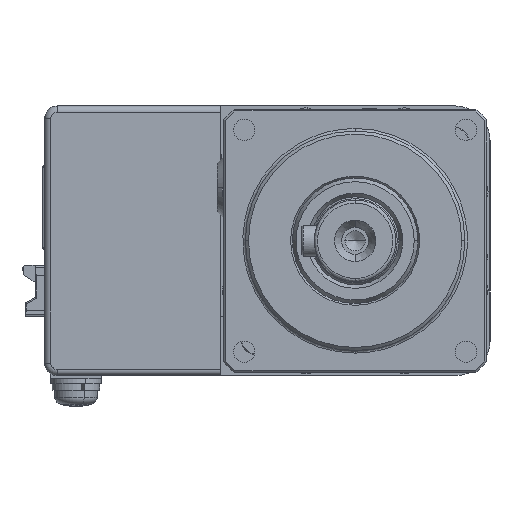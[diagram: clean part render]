
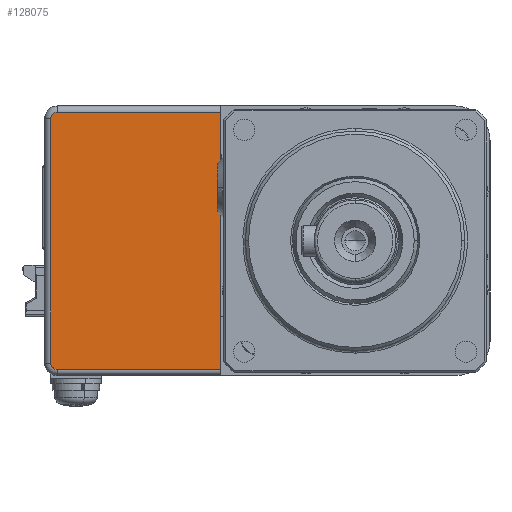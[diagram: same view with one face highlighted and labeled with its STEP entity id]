
A CAD part, left-side view. The second image highlights one B-rep face of the part: STEP entity #128075.
In plain terms, the highlighted planar face has unit normal (-1, 0, 0).
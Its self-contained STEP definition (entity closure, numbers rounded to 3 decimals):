
#35 = CARTESIAN_POINT ( 'NONE',  ( -46., 70., -41. ) ) ;
#3969 = CARTESIAN_POINT ( 'NONE',  ( -46., 43., -42. ) ) ;
#6299 = CIRCLE ( 'NONE', #32617, 1. ) ;
#8023 = CARTESIAN_POINT ( 'NONE',  ( -46., 43., -42. ) ) ;
#8814 = ORIENTED_EDGE ( 'NONE', *, *, #79188, .T. ) ;
#9106 = VECTOR ( 'NONE', #120365, 1000. ) ;
#10663 = VERTEX_POINT ( 'NONE', #35 ) ;
#25694 = VERTEX_POINT ( 'NONE', #48899 ) ;
#26712 = CARTESIAN_POINT ( 'NONE',  ( -46., 69., -2. ) ) ;
#30229 = ORIENTED_EDGE ( 'NONE', *, *, #91749, .T. ) ;
#30433 = DIRECTION ( 'NONE',  ( -1., 0., 0. ) ) ;
#32218 = DIRECTION ( 'NONE',  ( -1., 0., 0. ) ) ;
#32617 = AXIS2_PLACEMENT_3D ( 'NONE', #86810, #32218, #34090 ) ;
#34090 = DIRECTION ( 'NONE',  ( 0., 0., -1. ) ) ;
#35289 = EDGE_CURVE ( 'NONE', #112462, #47697, #37701, .T. ) ;
#36198 = VECTOR ( 'NONE', #62326, 1000. ) ;
#36382 = VECTOR ( 'NONE', #79256, 1000. ) ;
#37701 = LINE ( 'NONE', #78154, #9106 ) ;
#39276 = DIRECTION ( 'NONE',  ( 0., 1., 0. ) ) ;
#47697 = VERTEX_POINT ( 'NONE', #8023 ) ;
#48899 = CARTESIAN_POINT ( 'NONE',  ( -46., 69., -42. ) ) ;
#51463 = LINE ( 'NONE', #3969, #36382 ) ;
#52024 = DIRECTION ( 'NONE',  ( 0., 0., -1. ) ) ;
#52037 = CARTESIAN_POINT ( 'NONE',  ( -46., 70., -2. ) ) ;
#52583 = ORIENTED_EDGE ( 'NONE', *, *, #124109, .T. ) ;
#54774 = DIRECTION ( 'NONE',  ( 1., 0., 0. ) ) ;
#55010 = EDGE_CURVE ( 'NONE', #112462, #87556, #69968, .T. ) ;
#57766 = AXIS2_PLACEMENT_3D ( 'NONE', #26712, #30433, #52024 ) ;
#61572 = VECTOR ( 'NONE', #39276, 1000. ) ;
#62326 = DIRECTION ( 'NONE',  ( 0., 0., -1. ) ) ;
#69968 = LINE ( 'NONE', #92923, #61572 ) ;
#75595 = CARTESIAN_POINT ( 'NONE',  ( -46., 69., -1. ) ) ;
#75981 = PLANE ( 'NONE',  #134617 ) ;
#78154 = CARTESIAN_POINT ( 'NONE',  ( -46., 43., 0. ) ) ;
#79188 = EDGE_CURVE ( 'NONE', #10663, #25694, #6299, .T. ) ;
#79256 = DIRECTION ( 'NONE',  ( 0., -1., 0. ) ) ;
#86810 = CARTESIAN_POINT ( 'NONE',  ( -46., 69., -41. ) ) ;
#87556 = VERTEX_POINT ( 'NONE', #75595 ) ;
#89629 = CARTESIAN_POINT ( 'NONE',  ( -46., 0., 0. ) ) ;
#91749 = EDGE_CURVE ( 'NONE', #118455, #10663, #135405, .T. ) ;
#92923 = CARTESIAN_POINT ( 'NONE',  ( -46., 0., -1. ) ) ;
#97425 = EDGE_LOOP ( 'NONE', ( #8814, #52583, #134431, #117642, #133571, #30229 ) ) ;
#105937 = FACE_OUTER_BOUND ( 'NONE', #97425, .T. ) ;
#109744 = CIRCLE ( 'NONE', #57766, 1. ) ;
#112462 = VERTEX_POINT ( 'NONE', #112679 ) ;
#112679 = CARTESIAN_POINT ( 'NONE',  ( -46., 43., -1. ) ) ;
#114358 = EDGE_CURVE ( 'NONE', #87556, #118455, #109744, .T. ) ;
#117642 = ORIENTED_EDGE ( 'NONE', *, *, #55010, .T. ) ;
#118455 = VERTEX_POINT ( 'NONE', #52037 ) ;
#120365 = DIRECTION ( 'NONE',  ( 0., 0., -1. ) ) ;
#124109 = EDGE_CURVE ( 'NONE', #25694, #47697, #51463, .T. ) ;
#128075 = ADVANCED_FACE ( 'NONE', ( #105937 ), #75981, .F. ) ;
#129940 = DIRECTION ( 'NONE',  ( 0., 0., -1. ) ) ;
#133571 = ORIENTED_EDGE ( 'NONE', *, *, #114358, .T. ) ;
#134431 = ORIENTED_EDGE ( 'NONE', *, *, #35289, .F. ) ;
#134617 = AXIS2_PLACEMENT_3D ( 'NONE', #89629, #54774, #129940 ) ;
#135405 = LINE ( 'NONE', #135616, #36198 ) ;
#135616 = CARTESIAN_POINT ( 'NONE',  ( -46., 70., 0. ) ) ;
